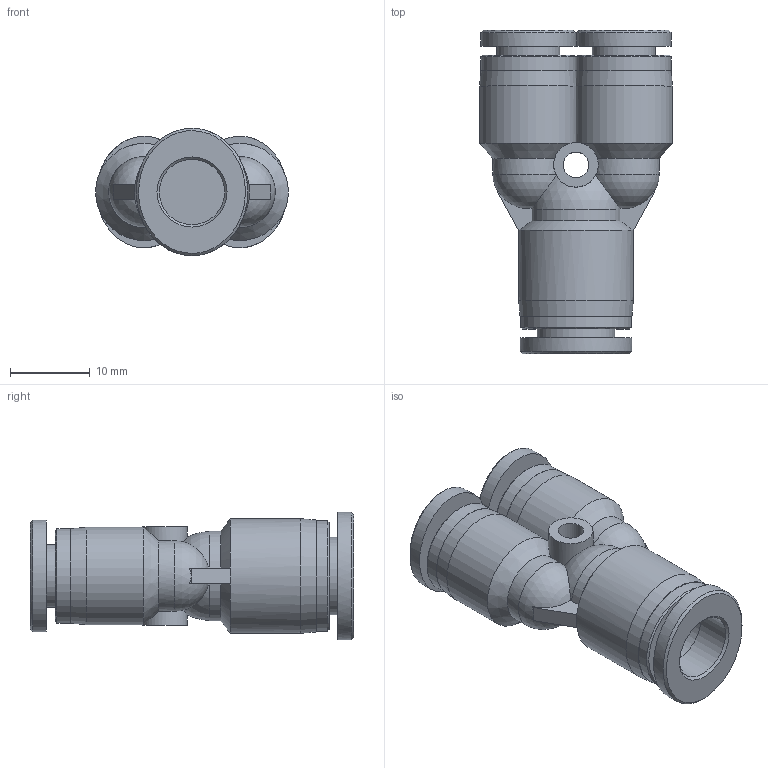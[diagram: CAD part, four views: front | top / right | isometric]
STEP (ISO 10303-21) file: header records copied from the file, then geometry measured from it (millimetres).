
FILE_DESCRIPTION((''),'2;1');
FILE_NAME('PW 5_16-1_4.stp','2016-10-17T15:50:21',('Administrator'),(''),'Autodesk Inventor 2013','Autodesk Inventor 2013','');
FILE_SCHEMA(('CONFIG_CONTROL_DESIGN'));
Length unit declared in the file: millimetre
Products named in the file (4): PW 5_16-1_4; NW N5_16-N1_4 BODY; SLEEVE N1_4L; SLEEVE N5_16L
Assembly tree (4 placements, depth 2):
  PW 5_16-1_4
    NW N5_16-N1_4 BODY
    SLEEVE N1_4L  x2
    SLEEVE N5_16L
Bounding box: 24.2 x 40.6 x 16 mm (x, y, z)
Volume: 5079.5 mm3; surface area: 5118.3 mm2
Topology: 4 solids, 4 shells, 79 faces, 165 edges, 103 vertices
Faces by surface type: plane 34, cylinder 22, cone 13, bspline 6, sphere 4
Full cylindrical faces by diameter (mm): 3.2 x1, 5.6 x2, 6.55 x4, 7.9 x2, 8.2 x2, 9.7 x1, 11.9 x2, 13.9 x1, 14.4 x1
Entity records: 2176 total; most frequent: CARTESIAN_POINT 694, DIRECTION 304, ORIENTED_EDGE 242, AXIS2_PLACEMENT_3D 138, EDGE_CURVE 121, EDGE_LOOP 103, VERTEX_POINT 88, FACE_OUTER_BOUND 68
